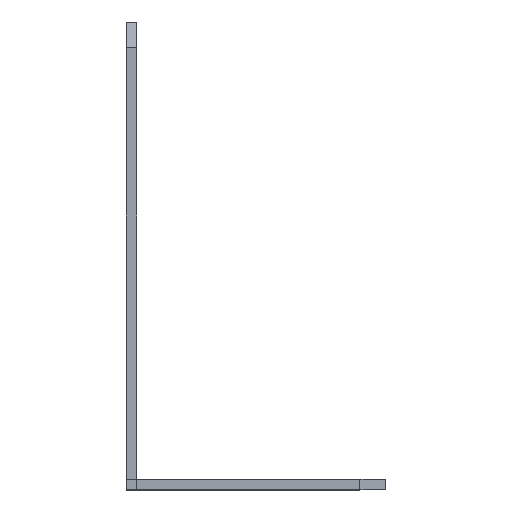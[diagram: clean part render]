
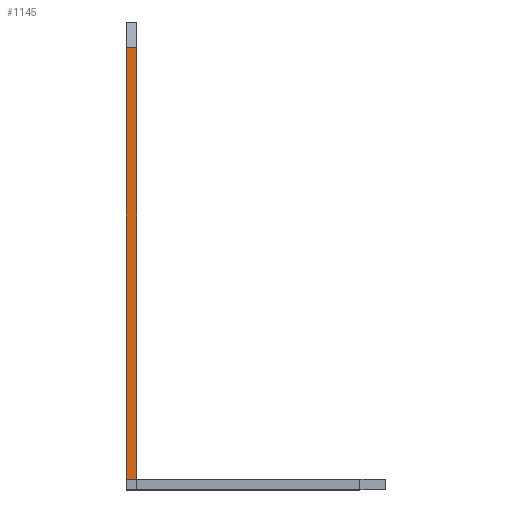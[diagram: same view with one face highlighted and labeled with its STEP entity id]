
A CAD part, top view. The second image highlights one B-rep face of the part: STEP entity #1145.
In plain terms, the highlighted planar face has unit normal (0, 0, 1).
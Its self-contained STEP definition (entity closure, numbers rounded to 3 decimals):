
#101 = VECTOR ( 'NONE', #658, 1000. ) ;
#131 = ORIENTED_EDGE ( 'NONE', *, *, #246, .F. ) ;
#246 = EDGE_CURVE ( 'NONE', #1406, #1153, #792, .T. ) ;
#323 = CARTESIAN_POINT ( 'NONE',  ( 2., 2., 55. ) ) ;
#325 = LINE ( 'NONE', #420, #1001 ) ;
#350 = ORIENTED_EDGE ( 'NONE', *, *, #1034, .T. ) ;
#399 = DIRECTION ( 'NONE',  ( 0., -1., 0. ) ) ;
#420 = CARTESIAN_POINT ( 'NONE',  ( 2., 0., 55. ) ) ;
#514 = VERTEX_POINT ( 'NONE', #664 ) ;
#566 = CARTESIAN_POINT ( 'NONE',  ( 0., 2., 55. ) ) ;
#589 = PLANE ( 'NONE',  #972 ) ;
#595 = FACE_OUTER_BOUND ( 'NONE', #602, .T. ) ;
#602 = EDGE_LOOP ( 'NONE', ( #1262, #350, #760, #131 ) ) ;
#658 = DIRECTION ( 'NONE',  ( -1., 0., 0. ) ) ;
#664 = CARTESIAN_POINT ( 'NONE',  ( 0., 85., 55. ) ) ;
#678 = CARTESIAN_POINT ( 'NONE',  ( 2., 85., 55. ) ) ;
#695 = VECTOR ( 'NONE', #971, 1000. ) ;
#740 = LINE ( 'NONE', #779, #1207 ) ;
#760 = ORIENTED_EDGE ( 'NONE', *, *, #883, .T. ) ;
#779 = CARTESIAN_POINT ( 'NONE',  ( 0., 0., 55. ) ) ;
#791 = DIRECTION ( 'NONE',  ( 0., -1., 0. ) ) ;
#792 = LINE ( 'NONE', #984, #695 ) ;
#832 = CARTESIAN_POINT ( 'NONE',  ( 2., 2., 55. ) ) ;
#838 = DIRECTION ( 'NONE',  ( 1., 0., 0. ) ) ;
#840 = DIRECTION ( 'NONE',  ( 0., 0., 1. ) ) ;
#846 = VERTEX_POINT ( 'NONE', #866 ) ;
#866 = CARTESIAN_POINT ( 'NONE',  ( 2., 85., 55. ) ) ;
#883 = EDGE_CURVE ( 'NONE', #514, #1153, #740, .T. ) ;
#971 = DIRECTION ( 'NONE',  ( -1., 0., 0. ) ) ;
#972 = AXIS2_PLACEMENT_3D ( 'NONE', #832, #840, #838 ) ;
#984 = CARTESIAN_POINT ( 'NONE',  ( 2., 2., 55. ) ) ;
#1001 = VECTOR ( 'NONE', #399, 1000. ) ;
#1034 = EDGE_CURVE ( 'NONE', #846, #514, #1256, .T. ) ;
#1145 = ADVANCED_FACE ( 'NONE', ( #595 ), #589, .T. ) ;
#1153 = VERTEX_POINT ( 'NONE', #566 ) ;
#1207 = VECTOR ( 'NONE', #791, 1000. ) ;
#1256 = LINE ( 'NONE', #678, #101 ) ;
#1262 = ORIENTED_EDGE ( 'NONE', *, *, #1289, .F. ) ;
#1289 = EDGE_CURVE ( 'NONE', #846, #1406, #325, .T. ) ;
#1406 = VERTEX_POINT ( 'NONE', #323 ) ;
